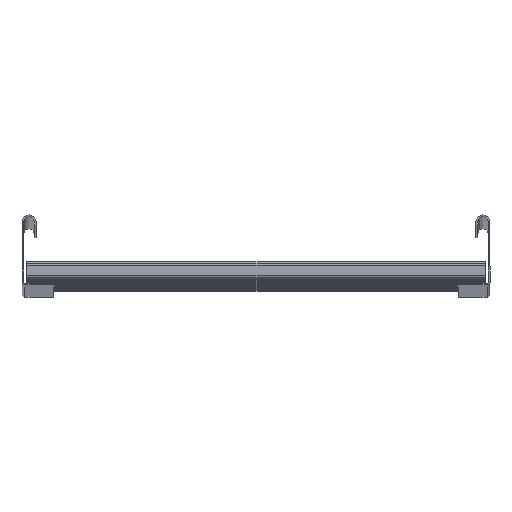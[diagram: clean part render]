
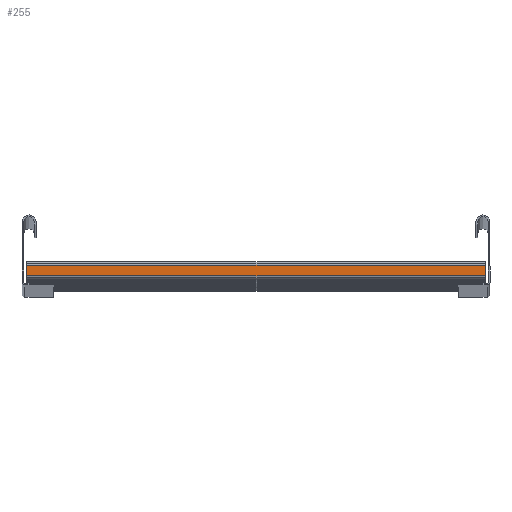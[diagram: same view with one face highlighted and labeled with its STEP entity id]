
A CAD part, top view. The second image highlights one B-rep face of the part: STEP entity #255.
In plain terms, the highlighted face is planar.
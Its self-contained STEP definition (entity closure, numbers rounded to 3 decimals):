
#42 = VECTOR ( 'NONE', #891, 1000. ) ;
#162 = ORIENTED_EDGE ( 'NONE', *, *, #892, .F. ) ;
#255 = ADVANCED_FACE ( 'NONE', ( #1653 ), #812, .F. ) ;
#352 = LINE ( 'NONE', #896, #42 ) ;
#353 = VECTOR ( 'NONE', #771, 1000. ) ;
#356 = CARTESIAN_POINT ( 'NONE',  ( -15., 3., 196. ) ) ;
#357 = VECTOR ( 'NONE', #954, 1000. ) ;
#359 = LINE ( 'NONE', #799, #353 ) ;
#534 = DIRECTION ( 'NONE',  ( 1., 0., 0. ) ) ;
#556 = EDGE_CURVE ( 'NONE', #609, #786, #1567, .T. ) ;
#583 = LINE ( 'NONE', #966, #357 ) ;
#609 = VERTEX_POINT ( 'NONE', #1327 ) ;
#771 = DIRECTION ( 'NONE',  ( 0., 0., -1. ) ) ;
#786 = VERTEX_POINT ( 'NONE', #1081 ) ;
#799 = CARTESIAN_POINT ( 'NONE',  ( -15., 3., -196. ) ) ;
#806 = CARTESIAN_POINT ( 'NONE',  ( -15., 3., -196. ) ) ;
#812 = PLANE ( 'NONE',  #1927 ) ;
#891 = DIRECTION ( 'NONE',  ( 0., 1., 0. ) ) ;
#892 = EDGE_CURVE ( 'NONE', #786, #1163, #583, .T. ) ;
#894 = EDGE_CURVE ( 'NONE', #1163, #1419, #359, .T. ) ;
#896 = CARTESIAN_POINT ( 'NONE',  ( -15., 13.5, -196. ) ) ;
#905 = EDGE_CURVE ( 'NONE', #1419, #609, #352, .T. ) ;
#954 = DIRECTION ( 'NONE',  ( 0., -1., 0. ) ) ;
#966 = CARTESIAN_POINT ( 'NONE',  ( -15., 1.5, 196. ) ) ;
#1081 = CARTESIAN_POINT ( 'NONE',  ( -15., 12., 196. ) ) ;
#1163 = VERTEX_POINT ( 'NONE', #356 ) ;
#1223 = DIRECTION ( 'NONE',  ( 0., 0., -1. ) ) ;
#1327 = CARTESIAN_POINT ( 'NONE',  ( -15., 12., -196. ) ) ;
#1361 = ORIENTED_EDGE ( 'NONE', *, *, #556, .F. ) ;
#1419 = VERTEX_POINT ( 'NONE', #1948 ) ;
#1565 = VECTOR ( 'NONE', #1604, 1000. ) ;
#1567 = LINE ( 'NONE', #1582, #1565 ) ;
#1582 = CARTESIAN_POINT ( 'NONE',  ( -15., 12., -196. ) ) ;
#1591 = ORIENTED_EDGE ( 'NONE', *, *, #894, .F. ) ;
#1604 = DIRECTION ( 'NONE',  ( 0., 0., 1. ) ) ;
#1653 = FACE_OUTER_BOUND ( 'NONE', #1715, .T. ) ;
#1715 = EDGE_LOOP ( 'NONE', ( #1361, #1876, #1591, #162 ) ) ;
#1876 = ORIENTED_EDGE ( 'NONE', *, *, #905, .F. ) ;
#1927 = AXIS2_PLACEMENT_3D ( 'NONE', #806, #534, #1223 ) ;
#1948 = CARTESIAN_POINT ( 'NONE',  ( -15., 3., -196. ) ) ;
